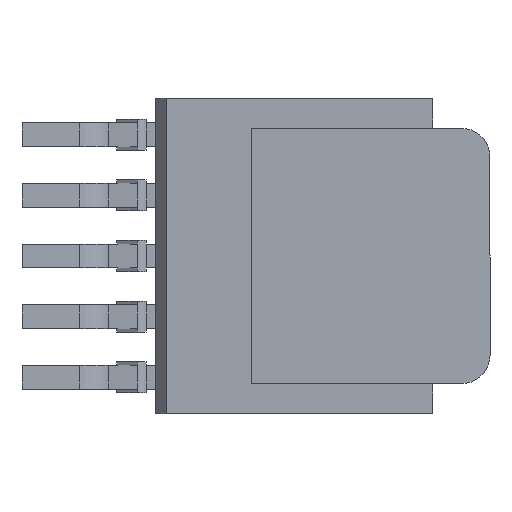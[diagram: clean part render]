
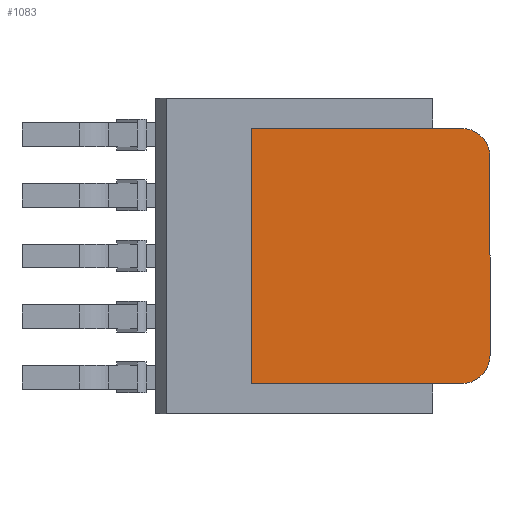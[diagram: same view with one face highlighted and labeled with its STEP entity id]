
A CAD part, front view. The second image highlights one B-rep face of the part: STEP entity #1083.
In plain terms, the highlighted planar face has unit normal (0, -1, 0).
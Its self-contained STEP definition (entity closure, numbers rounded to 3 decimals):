
#10 = EDGE_CURVE ( 'NONE', #1992, #2143, #1815, .T. ) ;
#93 = VERTEX_POINT ( 'NONE', #1365 ) ;
#169 = PLANE ( 'NONE',  #3102 ) ;
#201 = CARTESIAN_POINT ( 'NONE',  ( 4.9, 0., 2.675 ) ) ;
#526 = VECTOR ( 'NONE', #3416, 1000. ) ;
#634 = AXIS2_PLACEMENT_3D ( 'NONE', #2794, #3023, #3421 ) ;
#767 = ORIENTED_EDGE ( 'NONE', *, *, #10, .T. ) ;
#778 = CARTESIAN_POINT ( 'NONE',  ( 0., 0., 0. ) ) ;
#889 = CARTESIAN_POINT ( 'NONE',  ( -0.1, 0., -2.675 ) ) ;
#1008 = VERTEX_POINT ( 'NONE', #2502 ) ;
#1058 = CARTESIAN_POINT ( 'NONE',  ( -0.1, 0., 2.675 ) ) ;
#1083 = ADVANCED_FACE ( 'NONE', ( #1747 ), #169, .T. ) ;
#1280 = CARTESIAN_POINT ( 'NONE',  ( 4.9, 0., -2.075 ) ) ;
#1298 = CARTESIAN_POINT ( 'NONE',  ( 4.9, 0., 2.075 ) ) ;
#1365 = CARTESIAN_POINT ( 'NONE',  ( 4.3, 0., -2.675 ) ) ;
#1401 = DIRECTION ( 'NONE',  ( -1., 0., 0. ) ) ;
#1429 = DIRECTION ( 'NONE',  ( 1., 0., 0. ) ) ;
#1461 = EDGE_CURVE ( 'NONE', #1008, #1992, #2084, .T. ) ;
#1528 = DIRECTION ( 'NONE',  ( 0., -1., 0. ) ) ;
#1561 = AXIS2_PLACEMENT_3D ( 'NONE', #2858, #1528, #1692 ) ;
#1678 = CARTESIAN_POINT ( 'NONE',  ( -0.1, 0., -2.675 ) ) ;
#1692 = DIRECTION ( 'NONE',  ( 0., 0., -1. ) ) ;
#1735 = EDGE_CURVE ( 'NONE', #93, #3042, #2371, .T. ) ;
#1742 = VECTOR ( 'NONE', #1429, 1000. ) ;
#1747 = FACE_OUTER_BOUND ( 'NONE', #1950, .T. ) ;
#1774 = CARTESIAN_POINT ( 'NONE',  ( -0.1, 0., 2.675 ) ) ;
#1815 = LINE ( 'NONE', #1774, #526 ) ;
#1887 = DIRECTION ( 'NONE',  ( 0., 0., 1. ) ) ;
#1900 = DIRECTION ( 'NONE',  ( 0., -1., 0. ) ) ;
#1950 = EDGE_LOOP ( 'NONE', ( #2930, #2650, #2645, #1971, #3117, #767 ) ) ;
#1971 = ORIENTED_EDGE ( 'NONE', *, *, #3775, .T. ) ;
#1992 = VERTEX_POINT ( 'NONE', #1058 ) ;
#2084 = LINE ( 'NONE', #3475, #3334 ) ;
#2143 = VERTEX_POINT ( 'NONE', #1678 ) ;
#2266 = EDGE_CURVE ( 'NONE', #2143, #93, #3057, .T. ) ;
#2361 = LINE ( 'NONE', #201, #3638 ) ;
#2371 = CIRCLE ( 'NONE', #634, 0.6 ) ;
#2502 = CARTESIAN_POINT ( 'NONE',  ( 4.3, 0., 2.675 ) ) ;
#2554 = EDGE_CURVE ( 'NONE', #3042, #3152, #2361, .T. ) ;
#2645 = ORIENTED_EDGE ( 'NONE', *, *, #2554, .T. ) ;
#2650 = ORIENTED_EDGE ( 'NONE', *, *, #1735, .T. ) ;
#2794 = CARTESIAN_POINT ( 'NONE',  ( 4.3, 0., -2.075 ) ) ;
#2834 = CIRCLE ( 'NONE', #1561, 0.6 ) ;
#2858 = CARTESIAN_POINT ( 'NONE',  ( 4.3, 0., 2.075 ) ) ;
#2930 = ORIENTED_EDGE ( 'NONE', *, *, #2266, .T. ) ;
#3023 = DIRECTION ( 'NONE',  ( 0., -1., 0. ) ) ;
#3042 = VERTEX_POINT ( 'NONE', #1280 ) ;
#3057 = LINE ( 'NONE', #889, #1742 ) ;
#3102 = AXIS2_PLACEMENT_3D ( 'NONE', #778, #1900, #3777 ) ;
#3117 = ORIENTED_EDGE ( 'NONE', *, *, #1461, .T. ) ;
#3152 = VERTEX_POINT ( 'NONE', #1298 ) ;
#3334 = VECTOR ( 'NONE', #1401, 1000. ) ;
#3416 = DIRECTION ( 'NONE',  ( 0., 0., -1. ) ) ;
#3421 = DIRECTION ( 'NONE',  ( 0., 0., -1. ) ) ;
#3475 = CARTESIAN_POINT ( 'NONE',  ( -0.1, 0., 2.675 ) ) ;
#3638 = VECTOR ( 'NONE', #1887, 1000. ) ;
#3775 = EDGE_CURVE ( 'NONE', #3152, #1008, #2834, .T. ) ;
#3777 = DIRECTION ( 'NONE',  ( 0., 0., -1. ) ) ;
